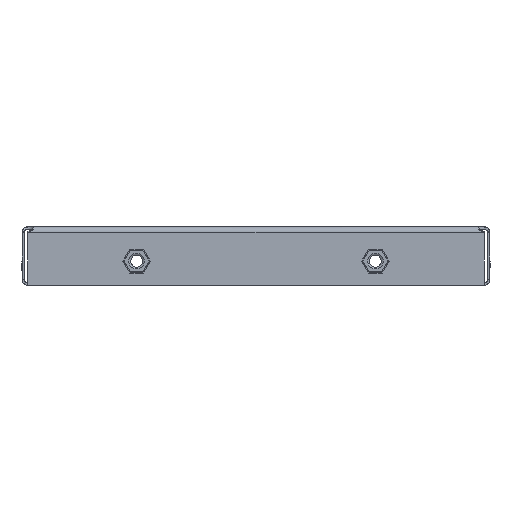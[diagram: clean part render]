
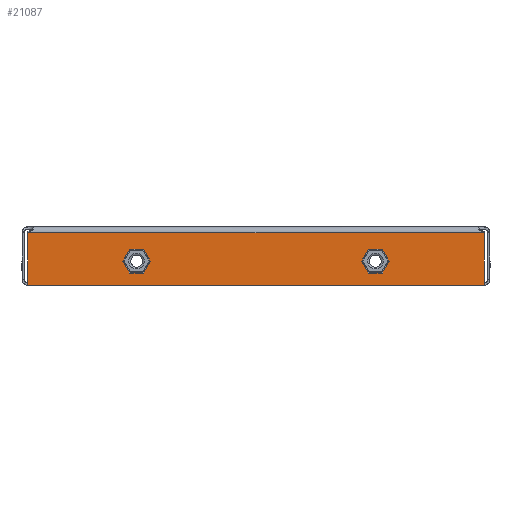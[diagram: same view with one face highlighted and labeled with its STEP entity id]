
A CAD part, left-side view. The second image highlights one B-rep face of the part: STEP entity #21087.
In plain terms, the highlighted planar face has unit normal (-1, 0, 0).
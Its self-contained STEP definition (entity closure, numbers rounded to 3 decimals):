
#329 = VERTEX_POINT ( 'NONE', #3338 ) ;
#331 = VECTOR ( 'NONE', #27601, 1000. ) ;
#773 = VERTEX_POINT ( 'NONE', #31428 ) ;
#841 = CARTESIAN_POINT ( 'NONE',  ( -253.8, 0., -19. ) ) ;
#1065 = VERTEX_POINT ( 'NONE', #28313 ) ;
#1174 = DIRECTION ( 'NONE',  ( 0., 1., 0. ) ) ;
#1452 = ORIENTED_EDGE ( 'NONE', *, *, #2833, .T. ) ;
#1621 = ORIENTED_EDGE ( 'NONE', *, *, #13663, .T. ) ;
#1659 = CARTESIAN_POINT ( 'NONE',  ( -253.8, 95.5, -2.5 ) ) ;
#2172 = LINE ( 'NONE', #33185, #12462 ) ;
#2356 = ORIENTED_EDGE ( 'NONE', *, *, #12004, .T. ) ;
#2833 = EDGE_CURVE ( 'NONE', #20451, #26266, #20477, .T. ) ;
#3338 = CARTESIAN_POINT ( 'NONE',  ( -253.8, 95.5, -24.5 ) ) ;
#3976 = PLANE ( 'NONE',  #18349 ) ;
#4388 = CARTESIAN_POINT ( 'NONE',  ( -253.8, -47.719, -27.551 ) ) ;
#5049 = VECTOR ( 'NONE', #28707, 1000. ) ;
#5557 = VERTEX_POINT ( 'NONE', #9566 ) ;
#5635 = DIRECTION ( 'NONE',  ( 0., 0.5, -0.866 ) ) ;
#6160 = ORIENTED_EDGE ( 'NONE', *, *, #17451, .T. ) ;
#6168 = CARTESIAN_POINT ( 'NONE',  ( -253.8, -52.656, -19. ) ) ;
#6382 = DIRECTION ( 'NONE',  ( 0., -1., 0. ) ) ;
#6539 = DIRECTION ( 'NONE',  ( 0., 1., 0. ) ) ;
#7007 = VECTOR ( 'NONE', #29804, 1000. ) ;
#8019 = ORIENTED_EDGE ( 'NONE', *, *, #28215, .T. ) ;
#8361 = VECTOR ( 'NONE', #6382, 1000. ) ;
#8599 = EDGE_CURVE ( 'NONE', #5557, #30354, #29737, .T. ) ;
#8743 = VERTEX_POINT ( 'NONE', #28012 ) ;
#9054 = EDGE_CURVE ( 'NONE', #13812, #329, #2172, .T. ) ;
#9095 = LINE ( 'NONE', #13711, #12660 ) ;
#9566 = CARTESIAN_POINT ( 'NONE',  ( -253.8, -44.688, -14.4 ) ) ;
#9658 = DIRECTION ( 'NONE',  ( 0., 0.5, -0.866 ) ) ;
#9761 = EDGE_CURVE ( 'NONE', #1065, #31185, #9095, .T. ) ;
#10665 = LINE ( 'NONE', #21031, #5049 ) ;
#10682 = ORIENTED_EDGE ( 'NONE', *, *, #28793, .T. ) ;
#11050 = VECTOR ( 'NONE', #1174, 1000. ) ;
#11120 = ORIENTED_EDGE ( 'NONE', *, *, #9054, .T. ) ;
#11158 = LINE ( 'NONE', #32268, #14258 ) ;
#11488 = VECTOR ( 'NONE', #27667, 1000. ) ;
#11841 = DIRECTION ( 'NONE',  ( 1., 0., 0. ) ) ;
#12004 = EDGE_CURVE ( 'NONE', #8743, #28290, #12590, .T. ) ;
#12054 = VECTOR ( 'NONE', #32813, 1000. ) ;
#12462 = VECTOR ( 'NONE', #15293, 1000. ) ;
#12590 = LINE ( 'NONE', #26489, #21459 ) ;
#12642 = DIRECTION ( 'NONE',  ( 0., -0.5, 0.866 ) ) ;
#12660 = VECTOR ( 'NONE', #26805, 1000. ) ;
#13125 = ORIENTED_EDGE ( 'NONE', *, *, #29694, .T. ) ;
#13663 = EDGE_CURVE ( 'NONE', #24553, #23807, #27711, .T. ) ;
#13711 = CARTESIAN_POINT ( 'NONE',  ( -253.8, 47.719, -27.551 ) ) ;
#13812 = VERTEX_POINT ( 'NONE', #1659 ) ;
#14077 = DIRECTION ( 'NONE',  ( 0., -0.5, 0.866 ) ) ;
#14205 = CARTESIAN_POINT ( 'NONE',  ( -253.8, 52.656, -9.8 ) ) ;
#14258 = VECTOR ( 'NONE', #6539, 1000. ) ;
#14382 = CARTESIAN_POINT ( 'NONE',  ( -253.8, 0., 0. ) ) ;
#15200 = CARTESIAN_POINT ( 'NONE',  ( -253.8, 35.248, 20.351 ) ) ;
#15293 = DIRECTION ( 'NONE',  ( 0., 0., -1. ) ) ;
#15676 = ORIENTED_EDGE ( 'NONE', *, *, #19898, .T. ) ;
#16075 = EDGE_LOOP ( 'NONE', ( #30663, #11120, #29847, #2356 ) ) ;
#16991 = LINE ( 'NONE', #26236, #22316 ) ;
#17038 = VERTEX_POINT ( 'NONE', #14205 ) ;
#17221 = CARTESIAN_POINT ( 'NONE',  ( -253.8, -35.248, 20.351 ) ) ;
#17451 = EDGE_CURVE ( 'NONE', #773, #24553, #26922, .T. ) ;
#18349 = AXIS2_PLACEMENT_3D ( 'NONE', #14382, #11841, #32601 ) ;
#18846 = CARTESIAN_POINT ( 'NONE',  ( -253.8, -39.752, -22.951 ) ) ;
#18970 = VECTOR ( 'NONE', #14077, 1000. ) ;
#19235 = LINE ( 'NONE', #841, #11050 ) ;
#19414 = CARTESIAN_POINT ( 'NONE',  ( -253.8, -27.281, 15.751 ) ) ;
#19477 = FACE_BOUND ( 'NONE', #29499, .T. ) ;
#19898 = EDGE_CURVE ( 'NONE', #30354, #773, #30657, .T. ) ;
#20451 = VERTEX_POINT ( 'NONE', #28904 ) ;
#20477 = LINE ( 'NONE', #33447, #12054 ) ;
#20504 = CARTESIAN_POINT ( 'NONE',  ( -253.8, -47.344, -19. ) ) ;
#20600 = EDGE_LOOP ( 'NONE', ( #13125, #25218, #26823, #15676, #6160, #1621 ) ) ;
#21031 = CARTESIAN_POINT ( 'NONE',  ( -253.8, -95.5, -2.5 ) ) ;
#21087 = ADVANCED_FACE ( 'NONE', ( #19477, #29873, #27298 ), #3976, .F. ) ;
#21459 = VECTOR ( 'NONE', #22951, 1000. ) ;
#21815 = VECTOR ( 'NONE', #12642, 1000. ) ;
#22316 = VECTOR ( 'NONE', #5635, 1000. ) ;
#22951 = DIRECTION ( 'NONE',  ( 0., 0., 1. ) ) ;
#22971 = DIRECTION ( 'NONE',  ( 0., -0.5, -0.866 ) ) ;
#23807 = VERTEX_POINT ( 'NONE', #6168 ) ;
#24056 = ORIENTED_EDGE ( 'NONE', *, *, #9761, .T. ) ;
#24171 = VECTOR ( 'NONE', #9658, 1000. ) ;
#24553 = VERTEX_POINT ( 'NONE', #33710 ) ;
#25218 = ORIENTED_EDGE ( 'NONE', *, *, #26018, .T. ) ;
#25269 = CARTESIAN_POINT ( 'NONE',  ( -253.8, 0., -24.5 ) ) ;
#25606 = CARTESIAN_POINT ( 'NONE',  ( -253.8, -95.5, -2.5 ) ) ;
#25848 = CARTESIAN_POINT ( 'NONE',  ( -253.8, 44.688, -14.4 ) ) ;
#26018 = EDGE_CURVE ( 'NONE', #33550, #5557, #32368, .T. ) ;
#26236 = CARTESIAN_POINT ( 'NONE',  ( -253.8, 27.281, 15.751 ) ) ;
#26266 = VERTEX_POINT ( 'NONE', #25848 ) ;
#26422 = ORIENTED_EDGE ( 'NONE', *, *, #27678, .T. ) ;
#26489 = CARTESIAN_POINT ( 'NONE',  ( -253.8, -95.5, 0. ) ) ;
#26805 = DIRECTION ( 'NONE',  ( 0., 0.5, 0.866 ) ) ;
#26823 = ORIENTED_EDGE ( 'NONE', *, *, #8599, .T. ) ;
#26922 = LINE ( 'NONE', #17221, #27138 ) ;
#27138 = VECTOR ( 'NONE', #22971, 1000. ) ;
#27298 = FACE_OUTER_BOUND ( 'NONE', #16075, .T. ) ;
#27601 = DIRECTION ( 'NONE',  ( 0., -1., 0. ) ) ;
#27667 = DIRECTION ( 'NONE',  ( 0., -1., 0. ) ) ;
#27678 = EDGE_CURVE ( 'NONE', #26266, #27704, #16991, .T. ) ;
#27704 = VERTEX_POINT ( 'NONE', #28048 ) ;
#27711 = LINE ( 'NONE', #4388, #24171 ) ;
#27765 = CARTESIAN_POINT ( 'NONE',  ( -253.8, 0., -9.8 ) ) ;
#28012 = CARTESIAN_POINT ( 'NONE',  ( -253.8, -95.5, -24.5 ) ) ;
#28048 = CARTESIAN_POINT ( 'NONE',  ( -253.8, 47.344, -19. ) ) ;
#28128 = LINE ( 'NONE', #15200, #21815 ) ;
#28215 = EDGE_CURVE ( 'NONE', #17038, #20451, #33287, .T. ) ;
#28290 = VERTEX_POINT ( 'NONE', #25606 ) ;
#28313 = CARTESIAN_POINT ( 'NONE',  ( -253.8, 52.656, -19. ) ) ;
#28707 = DIRECTION ( 'NONE',  ( 0., -1., 0. ) ) ;
#28793 = EDGE_CURVE ( 'NONE', #31185, #17038, #28128, .T. ) ;
#28828 = EDGE_CURVE ( 'NONE', #27704, #1065, #11158, .T. ) ;
#28843 = ORIENTED_EDGE ( 'NONE', *, *, #28828, .T. ) ;
#28904 = CARTESIAN_POINT ( 'NONE',  ( -253.8, 47.344, -9.8 ) ) ;
#29499 = EDGE_LOOP ( 'NONE', ( #26422, #28843, #24056, #10682, #8019, #1452 ) ) ;
#29694 = EDGE_CURVE ( 'NONE', #23807, #33550, #19235, .T. ) ;
#29737 = LINE ( 'NONE', #18846, #18970 ) ;
#29804 = DIRECTION ( 'NONE',  ( 0., 0.5, 0.866 ) ) ;
#29847 = ORIENTED_EDGE ( 'NONE', *, *, #31722, .T. ) ;
#29873 = FACE_BOUND ( 'NONE', #20600, .T. ) ;
#30354 = VERTEX_POINT ( 'NONE', #32564 ) ;
#30657 = LINE ( 'NONE', #27765, #331 ) ;
#30663 = ORIENTED_EDGE ( 'NONE', *, *, #31420, .F. ) ;
#31185 = VERTEX_POINT ( 'NONE', #31825 ) ;
#31420 = EDGE_CURVE ( 'NONE', #13812, #28290, #10665, .T. ) ;
#31428 = CARTESIAN_POINT ( 'NONE',  ( -253.8, -52.656, -9.8 ) ) ;
#31722 = EDGE_CURVE ( 'NONE', #329, #8743, #32614, .T. ) ;
#31825 = CARTESIAN_POINT ( 'NONE',  ( -253.8, 55.312, -14.4 ) ) ;
#32268 = CARTESIAN_POINT ( 'NONE',  ( -253.8, 0., -19. ) ) ;
#32368 = LINE ( 'NONE', #19414, #7007 ) ;
#32564 = CARTESIAN_POINT ( 'NONE',  ( -253.8, -47.344, -9.8 ) ) ;
#32601 = DIRECTION ( 'NONE',  ( 0., 0., -1. ) ) ;
#32614 = LINE ( 'NONE', #25269, #8361 ) ;
#32782 = CARTESIAN_POINT ( 'NONE',  ( -253.8, 0., -9.8 ) ) ;
#32813 = DIRECTION ( 'NONE',  ( 0., -0.5, -0.866 ) ) ;
#33185 = CARTESIAN_POINT ( 'NONE',  ( -253.8, 95.5, 0. ) ) ;
#33287 = LINE ( 'NONE', #32782, #11488 ) ;
#33447 = CARTESIAN_POINT ( 'NONE',  ( -253.8, 39.752, -22.951 ) ) ;
#33550 = VERTEX_POINT ( 'NONE', #20504 ) ;
#33710 = CARTESIAN_POINT ( 'NONE',  ( -253.8, -55.312, -14.4 ) ) ;
